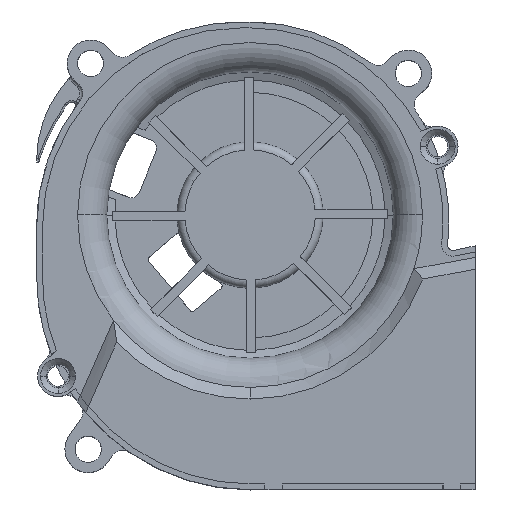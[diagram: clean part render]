
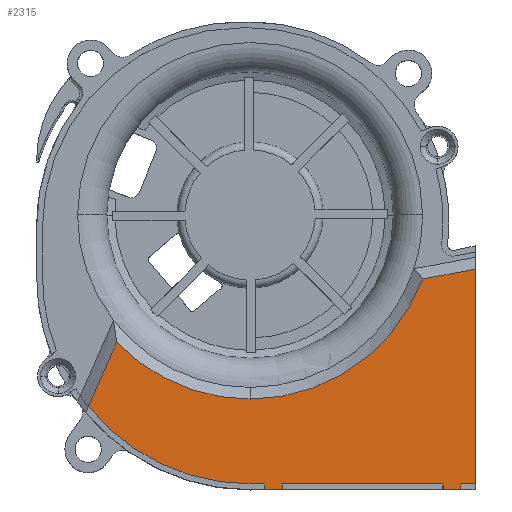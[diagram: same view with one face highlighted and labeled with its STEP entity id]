
A CAD part, top view. The second image highlights one B-rep face of the part: STEP entity #2315.
In plain terms, the highlighted planar face has unit normal (0, 0, 1).
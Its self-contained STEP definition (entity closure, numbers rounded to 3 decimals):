
#460=CARTESIAN_POINT('',(0.,0.,
2.));
#461=DIRECTION('',(0.,0.,-1.));
#462=DIRECTION('',(0.938,-0.348,0.));
#463=AXIS2_PLACEMENT_3D('',#460,#461,#462);
#465=DIRECTION('',(0.,1.,0.));
#466=VECTOR('',#465,36.713);
#467=CARTESIAN_POINT('',(38.541,-46.,2.));
#468=LINE('',#467,#466);
#469=CARTESIAN_POINT('',(0.,-10.5,2.));
#470=DIRECTION('',(0.,0.,1.));
#471=DIRECTION('',(-0.779,-0.627,0.));
#472=AXIS2_PLACEMENT_3D('',#469,#470,#471);
#474=DIRECTION('',(-0.402,-0.916,0.));
#475=VECTOR('',#474,12.055);
#476=CARTESIAN_POINT('',(-22.806,-21.729,2.));
#477=LINE('',#476,#475);
#478=CARTESIAN_POINT('',(0.,0.,
2.));
#479=DIRECTION('',(0.,0.,-1.));
#480=DIRECTION('',(0.,-1.,0.));
#481=AXIS2_PLACEMENT_3D('',#478,#479,#480);
#1108=DIRECTION('',(0.983,0.182,0.));
#1109=VECTOR('',#1108,9.162);
#1110=CARTESIAN_POINT('',(29.533,-10.958,2.));
#1111=LINE('',#1110,#1109);
#1437=CARTESIAN_POINT('',(-22.806,-21.729,
2.));
#1522=DIRECTION('',(-1.,0.,0.));
#1523=VECTOR('',#1522,2.501);
#1524=CARTESIAN_POINT('',(38.541,-46.,2.));
#1525=LINE('',#1524,#1523);
#1526=DIRECTION('',(0.,-1.,0.));
#1527=VECTOR('',#1526,1.);
#1528=CARTESIAN_POINT('',(36.04,-46.,2.));
#1529=LINE('',#1528,#1527);
#1530=DIRECTION('',(-1.,0.,0.));
#1531=VECTOR('',#1530,3.);
#1532=CARTESIAN_POINT('',(36.04,-47.,2.));
#1533=LINE('',#1532,#1531);
#1546=DIRECTION('',(0.,1.,0.));
#1547=VECTOR('',#1546,1.);
#1548=CARTESIAN_POINT('',(33.04,-47.,2.));
#1549=LINE('',#1548,#1547);
#1554=DIRECTION('',(-1.,0.,0.));
#1555=VECTOR('',#1554,27.5);
#1556=CARTESIAN_POINT('',(33.04,-46.,2.));
#1557=LINE('',#1556,#1555);
#1562=DIRECTION('',(0.,-1.,0.));
#1563=VECTOR('',#1562,1.);
#1564=CARTESIAN_POINT('',(5.54,-46.,2.));
#1565=LINE('',#1564,#1563);
#1574=DIRECTION('',(-1.,0.,0.));
#1575=VECTOR('',#1574,3.);
#1576=CARTESIAN_POINT('',(5.54,-47.,2.));
#1577=LINE('',#1576,#1575);
#1582=DIRECTION('',(0.,1.,0.));
#1583=VECTOR('',#1582,1.);
#1584=CARTESIAN_POINT('',(2.54,-47.,2.));
#1585=LINE('',#1584,#1583);
#1586=DIRECTION('',(-1.,0.,0.));
#1587=VECTOR('',#1586,2.54);
#1588=CARTESIAN_POINT('',(2.54,-46.,2.));
#1589=LINE('',#1588,#1587);
#1598=CARTESIAN_POINT('',(0.,-31.5,2.));
#1600=VERTEX_POINT('',#1598);
#1629=CARTESIAN_POINT('',(29.533,-10.958,2.));
#1630=VERTEX_POINT('',#1629);
#1864=VERTEX_POINT('',#1437);
#1865=CARTESIAN_POINT('',(2.54,-47.,2.));
#1866=CARTESIAN_POINT('',(2.54,-46.,2.));
#1867=VERTEX_POINT('',#1865);
#1868=VERTEX_POINT('',#1866);
#1873=CARTESIAN_POINT('',(5.54,-46.,2.));
#1875=VERTEX_POINT('',#1873);
#1879=CARTESIAN_POINT('',(5.54,-47.,2.));
#1880=VERTEX_POINT('',#1879);
#1881=CARTESIAN_POINT('',(33.04,-47.,2.));
#1882=CARTESIAN_POINT('',(33.04,-46.,2.));
#1883=VERTEX_POINT('',#1881);
#1884=VERTEX_POINT('',#1882);
#1889=CARTESIAN_POINT('',(36.04,-46.,2.));
#1891=VERTEX_POINT('',#1889);
#1895=CARTESIAN_POINT('',(36.04,-47.,2.));
#1896=VERTEX_POINT('',#1895);
#1901=CARTESIAN_POINT('',(38.541,-9.287,2.));
#1902=VERTEX_POINT('',#1901);
#1913=CARTESIAN_POINT('',(-27.646,-32.769,
2.));
#1914=VERTEX_POINT('',#1913);
#1915=CARTESIAN_POINT('',(0.,-46.,2.));
#1916=VERTEX_POINT('',#1915);
#1917=CARTESIAN_POINT('',(38.541,-46.,2.));
#1918=VERTEX_POINT('',#1917);
#2280=CARTESIAN_POINT('',(5.447,-28.143,2.));
#2281=DIRECTION('',(0.,0.,1.));
#2282=DIRECTION('',(1.,0.,0.));
#2283=AXIS2_PLACEMENT_3D('',#2280,#2281,#2282);
#2284=PLANE('',#2283);
#2286=ORIENTED_EDGE('',*,*,#2285,.F.);
#2288=ORIENTED_EDGE('',*,*,#2287,.T.);
#2289=ORIENTED_EDGE('',*,*,#2194,.F.);
#2291=ORIENTED_EDGE('',*,*,#2290,.T.);
#2293=ORIENTED_EDGE('',*,*,#2292,.T.);
#2295=ORIENTED_EDGE('',*,*,#2294,.T.);
#2297=ORIENTED_EDGE('',*,*,#2296,.T.);
#2299=ORIENTED_EDGE('',*,*,#2298,.T.);
#2301=ORIENTED_EDGE('',*,*,#2300,.T.);
#2303=ORIENTED_EDGE('',*,*,#2302,.T.);
#2305=ORIENTED_EDGE('',*,*,#2304,.T.);
#2307=ORIENTED_EDGE('',*,*,#2306,.T.);
#2308=ORIENTED_EDGE('',*,*,#2264,.F.);
#2310=ORIENTED_EDGE('',*,*,#2309,.F.);
#2312=ORIENTED_EDGE('',*,*,#2311,.F.);
#2313=EDGE_LOOP('',(#2286,#2288,#2289,#2291,#2293,#2295,#2297,#2299,#2301,#2303,
#2305,#2307,#2308,#2310,#2312));
#2314=FACE_OUTER_BOUND('',#2313,.F.);
#2315=ADVANCED_FACE('',(#2314),#2284,.T.);
#464=CIRCLE('',#463,31.5);
#473=CIRCLE('',#472,35.5);
#482=CIRCLE('',#481,31.5);
#2194=EDGE_CURVE('',#1918,#1902,#468,.T.);
#2264=EDGE_CURVE('',#1914,#1916,#473,.T.);
#2285=EDGE_CURVE('',#1630,#1600,#464,.T.);
#2287=EDGE_CURVE('',#1630,#1902,#1111,.T.);
#2290=EDGE_CURVE('',#1918,#1891,#1525,.T.);
#2292=EDGE_CURVE('',#1891,#1896,#1529,.T.);
#2294=EDGE_CURVE('',#1896,#1883,#1533,.T.);
#2296=EDGE_CURVE('',#1883,#1884,#1549,.T.);
#2298=EDGE_CURVE('',#1884,#1875,#1557,.T.);
#2300=EDGE_CURVE('',#1875,#1880,#1565,.T.);
#2302=EDGE_CURVE('',#1880,#1867,#1577,.T.);
#2304=EDGE_CURVE('',#1867,#1868,#1585,.T.);
#2306=EDGE_CURVE('',#1868,#1916,#1589,.T.);
#2309=EDGE_CURVE('',#1864,#1914,#477,.T.);
#2311=EDGE_CURVE('',#1600,#1864,#482,.T.);
